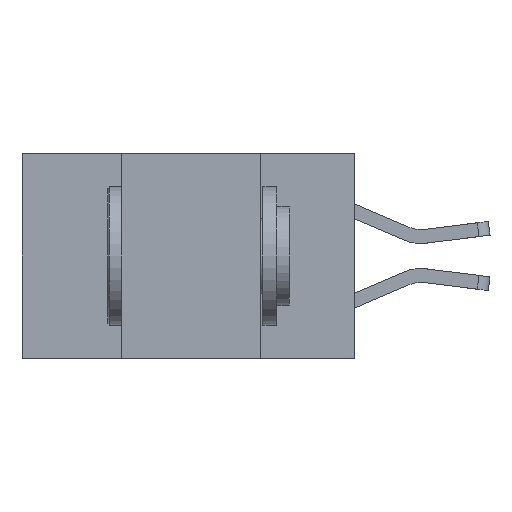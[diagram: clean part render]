
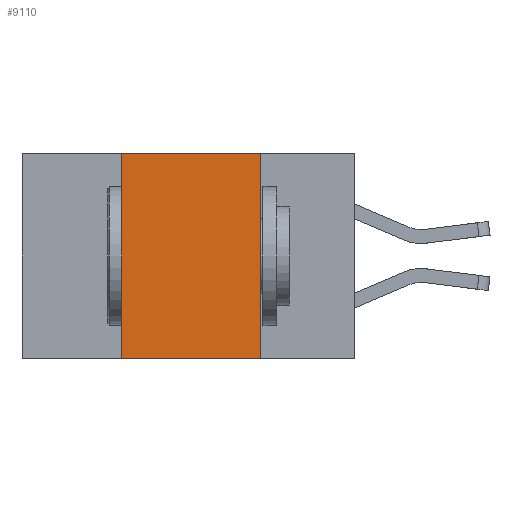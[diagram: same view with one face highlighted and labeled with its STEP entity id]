
A CAD part, left-side view. The second image highlights one B-rep face of the part: STEP entity #9110.
In plain terms, the highlighted planar face has unit normal (-1, 0, 0).
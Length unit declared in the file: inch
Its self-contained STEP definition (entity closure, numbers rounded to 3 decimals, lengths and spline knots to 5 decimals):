
#1033 = VERTEX_POINT ( 'NONE', #8238 ) ;
#1275 = PLANE ( 'NONE',  #2099 ) ;
#1836 = EDGE_LOOP ( 'NONE', ( #10810, #9131, #4738, #7184 ) ) ;
#1882 = FACE_OUTER_BOUND ( 'NONE', #1836, .T. ) ;
#1971 = DIRECTION ( 'NONE',  ( 0., -1., 0. ) ) ;
#2099 = AXIS2_PLACEMENT_3D ( 'NONE', #5194, #2287, #8750 ) ;
#2287 = DIRECTION ( 'NONE',  ( 1., 0., 0. ) ) ;
#2471 = VECTOR ( 'NONE', #1971, 39.37008 ) ;
#2624 = VECTOR ( 'NONE', #5614, 39.37008 ) ;
#3044 = DIRECTION ( 'NONE',  ( 0., 0., 1. ) ) ;
#4738 = ORIENTED_EDGE ( 'NONE', *, *, #6833, .F. ) ;
#4814 = CARTESIAN_POINT ( 'NONE',  ( 0., 0.17, -0.37 ) ) ;
#5088 = LINE ( 'NONE', #5789, #2471 ) ;
#5194 = CARTESIAN_POINT ( 'NONE',  ( 0., 0.6, 0. ) ) ;
#5253 = LINE ( 'NONE', #10851, #11549 ) ;
#5536 = CARTESIAN_POINT ( 'NONE',  ( 0., 0.17, 0. ) ) ;
#5614 = DIRECTION ( 'NONE',  ( 0., 0., -1. ) ) ;
#5789 = CARTESIAN_POINT ( 'NONE',  ( 0., 0.6, -0.37 ) ) ;
#6139 = VERTEX_POINT ( 'NONE', #4814 ) ;
#6565 = EDGE_CURVE ( 'NONE', #1033, #6139, #10316, .T. ) ;
#6659 = VECTOR ( 'NONE', #3044, 39.37008 ) ;
#6674 = DIRECTION ( 'NONE',  ( 0., -1., 0. ) ) ;
#6793 = EDGE_CURVE ( 'NONE', #10537, #6139, #5088, .T. ) ;
#6832 = CARTESIAN_POINT ( 'NONE',  ( 0., 0.42, 0. ) ) ;
#6833 = EDGE_CURVE ( 'NONE', #10537, #11398, #8929, .T. ) ;
#7184 = ORIENTED_EDGE ( 'NONE', *, *, #6793, .T. ) ;
#8238 = CARTESIAN_POINT ( 'NONE',  ( 0., 0.17, 0. ) ) ;
#8320 = CARTESIAN_POINT ( 'NONE',  ( 0., 0.42, 0. ) ) ;
#8546 = CARTESIAN_POINT ( 'NONE',  ( 0., 0.42, -0.37 ) ) ;
#8750 = DIRECTION ( 'NONE',  ( 0., 0., -1. ) ) ;
#8929 = LINE ( 'NONE', #6832, #6659 ) ;
#9110 = ADVANCED_FACE ( 'NONE', ( #1882 ), #1275, .F. ) ;
#9131 = ORIENTED_EDGE ( 'NONE', *, *, #9684, .F. ) ;
#9684 = EDGE_CURVE ( 'NONE', #11398, #1033, #5253, .T. ) ;
#10316 = LINE ( 'NONE', #5536, #2624 ) ;
#10537 = VERTEX_POINT ( 'NONE', #8546 ) ;
#10810 = ORIENTED_EDGE ( 'NONE', *, *, #6565, .F. ) ;
#10851 = CARTESIAN_POINT ( 'NONE',  ( 0., 0.6, 0. ) ) ;
#11398 = VERTEX_POINT ( 'NONE', #8320 ) ;
#11549 = VECTOR ( 'NONE', #6674, 39.37008 ) ;
